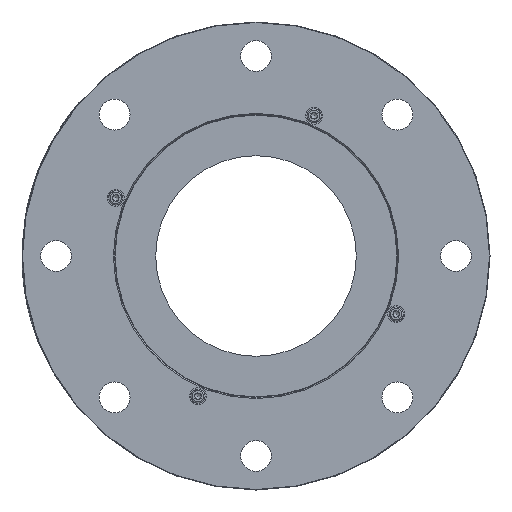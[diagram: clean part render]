
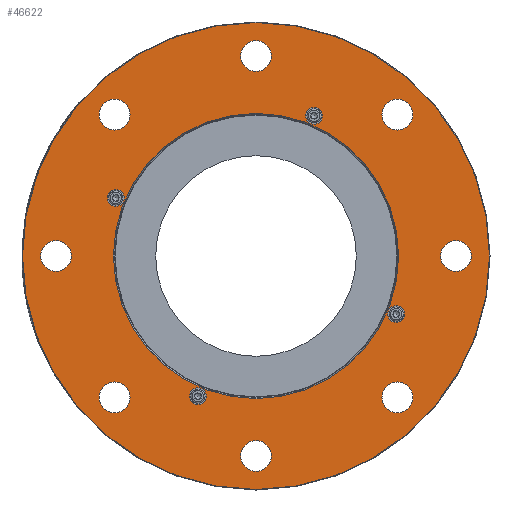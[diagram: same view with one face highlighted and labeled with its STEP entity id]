
A CAD part, left-side view. The second image highlights one B-rep face of the part: STEP entity #46622.
In plain terms, the highlighted planar face has unit normal (-1, 0, 0).
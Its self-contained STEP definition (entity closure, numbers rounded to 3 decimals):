
#898 = CARTESIAN_POINT ( 'NONE',  ( 0., 0., -90.8 ) ) ;
#1185 = CARTESIAN_POINT ( 'NONE',  ( 0., 54.978, 60.978 ) ) ;
#1537 = AXIS2_PLACEMENT_3D ( 'NONE', #6927, #37325, #54594 ) ;
#1772 = DIRECTION ( 'NONE',  ( 0., 0., 1. ) ) ;
#1829 = DIRECTION ( 'NONE',  ( -1., 0., 0. ) ) ;
#2659 = EDGE_LOOP ( 'NONE', ( #9594 ) ) ;
#2783 = CARTESIAN_POINT ( 'NONE',  ( 0., 77.75, 0. ) ) ;
#3187 = EDGE_CURVE ( 'NONE', #54318, #54318, #52902, .T. ) ;
#3238 = CARTESIAN_POINT ( 'NONE',  ( 0., 54.978, -48.978 ) ) ;
#3930 = EDGE_CURVE ( 'NONE', #45830, #45830, #11197, .T. ) ;
#4234 = EDGE_CURVE ( 'NONE', #12033, #12033, #48445, .T. ) ;
#4276 = ORIENTED_EDGE ( 'NONE', *, *, #56182, .F. ) ;
#4347 = VERTEX_POINT ( 'NONE', #38997 ) ;
#4870 = AXIS2_PLACEMENT_3D ( 'NONE', #45308, #44285, #22689 ) ;
#4891 = AXIS2_PLACEMENT_3D ( 'NONE', #2783, #55009, #56115 ) ;
#5027 = DIRECTION ( 'NONE',  ( 0., 0., 1. ) ) ;
#5902 = EDGE_LOOP ( 'NONE', ( #4276 ) ) ;
#5979 = ORIENTED_EDGE ( 'NONE', *, *, #21343, .F. ) ;
#6321 = DIRECTION ( 'NONE',  ( -1., 0., 0. ) ) ;
#6927 = CARTESIAN_POINT ( 'NONE',  ( 0., -54.978, 54.978 ) ) ;
#7276 = ORIENTED_EDGE ( 'NONE', *, *, #13464, .F. ) ;
#7284 = AXIS2_PLACEMENT_3D ( 'NONE', #53358, #27803, #36621 ) ;
#7661 = AXIS2_PLACEMENT_3D ( 'NONE', #26535, #43037, #42764 ) ;
#8181 = CARTESIAN_POINT ( 'NONE',  ( 0., 54.509, 22.578 ) ) ;
#8562 = EDGE_LOOP ( 'NONE', ( #11975 ) ) ;
#8690 = ORIENTED_EDGE ( 'NONE', *, *, #45364, .F. ) ;
#8800 = EDGE_LOOP ( 'NONE', ( #55929 ) ) ;
#9099 = AXIS2_PLACEMENT_3D ( 'NONE', #46438, #24870, #42190 ) ;
#9594 = ORIENTED_EDGE ( 'NONE', *, *, #41145, .F. ) ;
#10181 = AXIS2_PLACEMENT_3D ( 'NONE', #45848, #1829, #27396 ) ;
#10546 = VERTEX_POINT ( 'NONE', #1185 ) ;
#11170 = CARTESIAN_POINT ( 'NONE',  ( 0., 77.75, 6. ) ) ;
#11197 = CIRCLE ( 'NONE', #55690, 3.25 ) ;
#11784 = FACE_BOUND ( 'NONE', #5902, .T. ) ;
#11956 = ORIENTED_EDGE ( 'NONE', *, *, #42425, .F. ) ;
#11973 = ORIENTED_EDGE ( 'NONE', *, *, #24477, .F. ) ;
#11975 = ORIENTED_EDGE ( 'NONE', *, *, #31464, .T. ) ;
#12033 = VERTEX_POINT ( 'NONE', #3238 ) ;
#12310 = VERTEX_POINT ( 'NONE', #51483 ) ;
#12859 = VERTEX_POINT ( 'NONE', #30446 ) ;
#13111 = AXIS2_PLACEMENT_3D ( 'NONE', #52340, #14279, #39857 ) ;
#13464 = EDGE_CURVE ( 'NONE', #12310, #12310, #41922, .T. ) ;
#13831 = EDGE_LOOP ( 'NONE', ( #11956 ) ) ;
#14260 = CARTESIAN_POINT ( 'NONE',  ( 0., -54.509, -19.328 ) ) ;
#14279 = DIRECTION ( 'NONE',  ( -1., 0., 0. ) ) ;
#14657 = EDGE_LOOP ( 'NONE', ( #8690 ) ) ;
#14830 = AXIS2_PLACEMENT_3D ( 'NONE', #51473, #37891, #55156 ) ;
#15096 = EDGE_CURVE ( 'NONE', #12859, #12859, #55541, .T. ) ;
#15906 = AXIS2_PLACEMENT_3D ( 'NONE', #50818, #32941, #16471 ) ;
#16018 = ORIENTED_EDGE ( 'NONE', *, *, #3187, .F. ) ;
#16147 = DIRECTION ( 'NONE',  ( 0., 0., 1. ) ) ;
#16471 = DIRECTION ( 'NONE',  ( 0., 0., 1. ) ) ;
#16679 = CIRCLE ( 'NONE', #4870, 6. ) ;
#17172 = FACE_BOUND ( 'NONE', #27556, .T. ) ;
#17441 = FACE_BOUND ( 'NONE', #13831, .T. ) ;
#20580 = FACE_OUTER_BOUND ( 'NONE', #8562, .T. ) ;
#21221 = CIRCLE ( 'NONE', #52951, 90.8 ) ;
#21343 = EDGE_CURVE ( 'NONE', #47486, #47486, #31265, .T. ) ;
#21422 = FACE_BOUND ( 'NONE', #41734, .T. ) ;
#21655 = CARTESIAN_POINT ( 'NONE',  ( 0., 22.578, -51.259 ) ) ;
#21695 = FACE_BOUND ( 'NONE', #50368, .T. ) ;
#21852 = CIRCLE ( 'NONE', #10181, 3.25 ) ;
#21973 = CIRCLE ( 'NONE', #24724, 6. ) ;
#22689 = DIRECTION ( 'NONE',  ( 0., 0., 1. ) ) ;
#22887 = AXIS2_PLACEMENT_3D ( 'NONE', #36033, #49061, #48504 ) ;
#22997 = DIRECTION ( 'NONE',  ( 0., 0., -1. ) ) ;
#23601 = VERTEX_POINT ( 'NONE', #49721 ) ;
#24186 = EDGE_CURVE ( 'NONE', #34444, #34444, #16679, .T. ) ;
#24257 = CARTESIAN_POINT ( 'NONE',  ( 0., 54.509, 25.828 ) ) ;
#24477 = EDGE_CURVE ( 'NONE', #4347, #4347, #29348, .T. ) ;
#24724 = AXIS2_PLACEMENT_3D ( 'NONE', #53175, #6321, #1772 ) ;
#24870 = DIRECTION ( 'NONE',  ( 1., 0., 0. ) ) ;
#25144 = FACE_BOUND ( 'NONE', #52897, .T. ) ;
#25922 = CARTESIAN_POINT ( 'NONE',  ( 0., -54.978, -48.978 ) ) ;
#26535 = CARTESIAN_POINT ( 'NONE',  ( 0., 54.978, -54.978 ) ) ;
#26596 = DIRECTION ( 'NONE',  ( -1., 0., 0. ) ) ;
#26757 = VERTEX_POINT ( 'NONE', #898 ) ;
#26759 = CIRCLE ( 'NONE', #15906, 6. ) ;
#26877 = ORIENTED_EDGE ( 'NONE', *, *, #3930, .F. ) ;
#27040 = VERTEX_POINT ( 'NONE', #14260 ) ;
#27396 = DIRECTION ( 'NONE',  ( 0., 0., 1. ) ) ;
#27556 = EDGE_LOOP ( 'NONE', ( #11973 ) ) ;
#27803 = DIRECTION ( 'NONE',  ( -1., 0., 0. ) ) ;
#29093 = FACE_BOUND ( 'NONE', #14657, .T. ) ;
#29348 = CIRCLE ( 'NONE', #14830, 3.25 ) ;
#30214 = ORIENTED_EDGE ( 'NONE', *, *, #24186, .F. ) ;
#30446 = CARTESIAN_POINT ( 'NONE',  ( 0., 0., 83.75 ) ) ;
#31265 = CIRCLE ( 'NONE', #13111, 3.25 ) ;
#31464 = EDGE_CURVE ( 'NONE', #26757, #26757, #21221, .T. ) ;
#32411 = VERTEX_POINT ( 'NONE', #54251 ) ;
#32941 = DIRECTION ( 'NONE',  ( -1., 0., 0. ) ) ;
#34444 = VERTEX_POINT ( 'NONE', #25922 ) ;
#34767 = FACE_BOUND ( 'NONE', #52937, .T. ) ;
#35107 = CIRCLE ( 'NONE', #1537, 6. ) ;
#35282 = CARTESIAN_POINT ( 'NONE',  ( 0., 0., 55.462 ) ) ;
#36033 = CARTESIAN_POINT ( 'NONE',  ( 0., 0., 77.75 ) ) ;
#36349 = DIRECTION ( 'NONE',  ( -1., 0., 0. ) ) ;
#36479 = AXIS2_PLACEMENT_3D ( 'NONE', #52434, #26596, #5027 ) ;
#36621 = DIRECTION ( 'NONE',  ( 0., 0., 1. ) ) ;
#37325 = DIRECTION ( 'NONE',  ( -1., 0., 0. ) ) ;
#37891 = DIRECTION ( 'NONE',  ( -1., 0., 0. ) ) ;
#37942 = PLANE ( 'NONE',  #9099 ) ;
#38216 = FACE_BOUND ( 'NONE', #41281, .T. ) ;
#38778 = FACE_BOUND ( 'NONE', #38807, .T. ) ;
#38807 = EDGE_LOOP ( 'NONE', ( #53973 ) ) ;
#38997 = CARTESIAN_POINT ( 'NONE',  ( 0., -22.578, 57.759 ) ) ;
#39857 = DIRECTION ( 'NONE',  ( 0., 0., 1. ) ) ;
#41145 = EDGE_CURVE ( 'NONE', #10546, #10546, #21973, .T. ) ;
#41281 = EDGE_LOOP ( 'NONE', ( #48448 ) ) ;
#41734 = EDGE_LOOP ( 'NONE', ( #7276 ) ) ;
#41922 = CIRCLE ( 'NONE', #36479, 6. ) ;
#42190 = DIRECTION ( 'NONE',  ( 0., 0., -1. ) ) ;
#42425 = EDGE_CURVE ( 'NONE', #27040, #27040, #21852, .T. ) ;
#42764 = DIRECTION ( 'NONE',  ( 0., 0., 1. ) ) ;
#43018 = FACE_BOUND ( 'NONE', #2659, .T. ) ;
#43037 = DIRECTION ( 'NONE',  ( -1., 0., 0. ) ) ;
#43297 = FACE_BOUND ( 'NONE', #8800, .T. ) ;
#44285 = DIRECTION ( 'NONE',  ( -1., 0., 0. ) ) ;
#44639 = VERTEX_POINT ( 'NONE', #35282 ) ;
#45308 = CARTESIAN_POINT ( 'NONE',  ( 0., -54.978, -54.978 ) ) ;
#45364 = EDGE_CURVE ( 'NONE', #44639, #44639, #54390, .T. ) ;
#45830 = VERTEX_POINT ( 'NONE', #24257 ) ;
#45848 = CARTESIAN_POINT ( 'NONE',  ( 0., -54.509, -22.578 ) ) ;
#46411 = EDGE_LOOP ( 'NONE', ( #26877 ) ) ;
#46438 = CARTESIAN_POINT ( 'NONE',  ( 0., 91., 0. ) ) ;
#46622 = ADVANCED_FACE ( 'NONE', ( #20580, #43018, #38216, #21422, #25144, #38778, #43297, #21695, #17172, #17441, #34767, #55481, #29093, #11784 ), #37942, .F. ) ;
#47486 = VERTEX_POINT ( 'NONE', #21655 ) ;
#48392 = EDGE_CURVE ( 'NONE', #23601, #23601, #26759, .T. ) ;
#48445 = CIRCLE ( 'NONE', #7661, 6. ) ;
#48448 = ORIENTED_EDGE ( 'NONE', *, *, #15096, .F. ) ;
#48504 = DIRECTION ( 'NONE',  ( 0., 0., 1. ) ) ;
#49061 = DIRECTION ( 'NONE',  ( -1., 0., 0. ) ) ;
#49721 = CARTESIAN_POINT ( 'NONE',  ( 0., 0., -71.75 ) ) ;
#50368 = EDGE_LOOP ( 'NONE', ( #16018 ) ) ;
#50818 = CARTESIAN_POINT ( 'NONE',  ( 0., 0., -77.75 ) ) ;
#51473 = CARTESIAN_POINT ( 'NONE',  ( 0., -22.578, 54.509 ) ) ;
#51483 = CARTESIAN_POINT ( 'NONE',  ( 0., -77.75, 6. ) ) ;
#52340 = CARTESIAN_POINT ( 'NONE',  ( 0., 22.578, -54.509 ) ) ;
#52434 = CARTESIAN_POINT ( 'NONE',  ( 0., -77.75, 0. ) ) ;
#52802 = CARTESIAN_POINT ( 'NONE',  ( 0., 0., 0. ) ) ;
#52897 = EDGE_LOOP ( 'NONE', ( #30214 ) ) ;
#52902 = CIRCLE ( 'NONE', #4891, 6. ) ;
#52937 = EDGE_LOOP ( 'NONE', ( #5979 ) ) ;
#52951 = AXIS2_PLACEMENT_3D ( 'NONE', #52802, #36349, #22997 ) ;
#53175 = CARTESIAN_POINT ( 'NONE',  ( 0., 54.978, 54.978 ) ) ;
#53358 = CARTESIAN_POINT ( 'NONE',  ( 0., 0., 0. ) ) ;
#53973 = ORIENTED_EDGE ( 'NONE', *, *, #48392, .F. ) ;
#54251 = CARTESIAN_POINT ( 'NONE',  ( 0., -54.978, 60.978 ) ) ;
#54318 = VERTEX_POINT ( 'NONE', #11170 ) ;
#54390 = CIRCLE ( 'NONE', #7284, 55.462 ) ;
#54594 = DIRECTION ( 'NONE',  ( 0., 0., 1. ) ) ;
#55009 = DIRECTION ( 'NONE',  ( -1., 0., 0. ) ) ;
#55022 = DIRECTION ( 'NONE',  ( -1., 0., 0. ) ) ;
#55156 = DIRECTION ( 'NONE',  ( 0., 0., 1. ) ) ;
#55481 = FACE_BOUND ( 'NONE', #46411, .T. ) ;
#55541 = CIRCLE ( 'NONE', #22887, 6. ) ;
#55690 = AXIS2_PLACEMENT_3D ( 'NONE', #8181, #55022, #16147 ) ;
#55929 = ORIENTED_EDGE ( 'NONE', *, *, #4234, .F. ) ;
#56115 = DIRECTION ( 'NONE',  ( 0., 0., 1. ) ) ;
#56182 = EDGE_CURVE ( 'NONE', #32411, #32411, #35107, .T. ) ;
